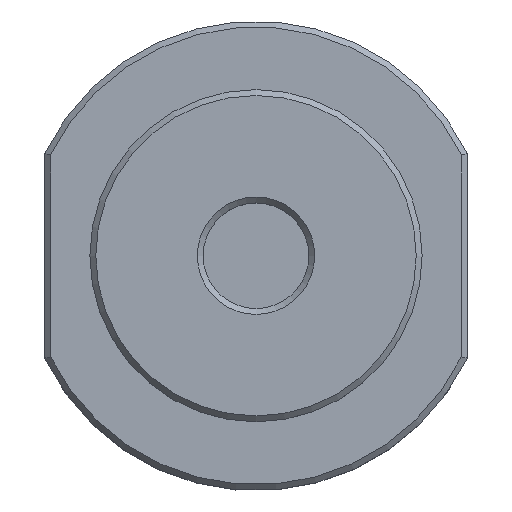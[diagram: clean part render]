
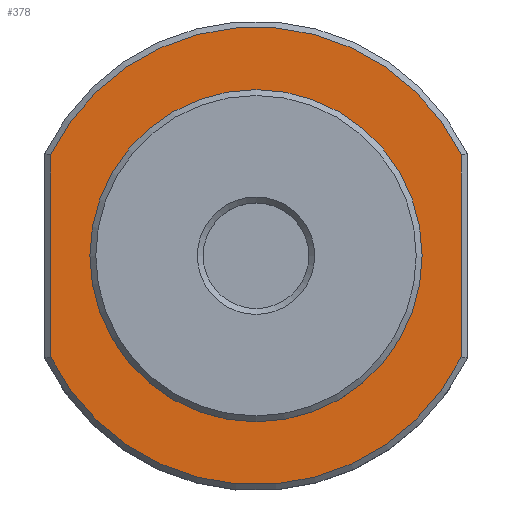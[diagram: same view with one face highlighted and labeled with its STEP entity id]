
A CAD part, top view. The second image highlights one B-rep face of the part: STEP entity #378.
In plain terms, the highlighted planar face has unit normal (0, 0, 1).
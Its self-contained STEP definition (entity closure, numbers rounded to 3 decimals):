
#15=FACE_BOUND('',#93,.T.);
#26=CIRCLE('',#416,9.75);
#29=CIRCLE('',#421,9.75);
#31=CIRCLE('',#426,6.075);
#64=FACE_OUTER_BOUND('',#92,.T.);
#92=EDGE_LOOP('',(#278,#279,#280,#281));
#93=EDGE_LOOP('',(#282));
#126=LINE('',#595,#148);
#128=LINE('',#618,#150);
#148=VECTOR('',#469,10.);
#150=VECTOR('',#479,10.);
#170=VERTEX_POINT('',#593);
#171=VERTEX_POINT('',#594);
#174=VERTEX_POINT('',#608);
#176=VERTEX_POINT('',#617);
#181=VERTEX_POINT('',#639);
#201=EDGE_CURVE('',#170,#171,#126,.T.);
#205=EDGE_CURVE('',#171,#174,#26,.T.);
#208=EDGE_CURVE('',#174,#176,#128,.T.);
#212=EDGE_CURVE('',#176,#170,#29,.T.);
#218=EDGE_CURVE('',#181,#181,#31,.T.);
#278=ORIENTED_EDGE('',*,*,#201,.F.);
#279=ORIENTED_EDGE('',*,*,#212,.F.);
#280=ORIENTED_EDGE('',*,*,#208,.F.);
#281=ORIENTED_EDGE('',*,*,#205,.F.);
#282=ORIENTED_EDGE('',*,*,#218,.T.);
#363=PLANE('',#425);
#378=ADVANCED_FACE('',(#64,#15),#363,.T.);
#416=AXIS2_PLACEMENT_3D('',#609,#473,#474);
#421=AXIS2_PLACEMENT_3D('',#627,#485,#486);
#425=AXIS2_PLACEMENT_3D('',#638,#497,#498);
#426=AXIS2_PLACEMENT_3D('',#640,#499,#500);
#469=DIRECTION('',(0.,1.,0.));
#473=DIRECTION('center_axis',(0.,0.,-1.));
#474=DIRECTION('ref_axis',(1.,0.,0.));
#479=DIRECTION('',(0.,-1.,0.));
#485=DIRECTION('center_axis',(0.,0.,-1.));
#486=DIRECTION('ref_axis',(1.,0.,0.));
#497=DIRECTION('center_axis',(0.,0.,1.));
#498=DIRECTION('ref_axis',(1.,0.,0.));
#499=DIRECTION('center_axis',(0.,0.,-1.));
#500=DIRECTION('ref_axis',(-1.,0.,0.));
#593=CARTESIAN_POINT('',(-8.75,-4.301,2.5));
#594=CARTESIAN_POINT('',(-8.75,4.301,2.5));
#595=CARTESIAN_POINT('',(-8.75,-3.75,2.5));
#608=CARTESIAN_POINT('',(8.75,4.301,2.5));
#609=CARTESIAN_POINT('Origin',(0.,0.,2.5));
#617=CARTESIAN_POINT('',(8.75,-4.301,2.5));
#618=CARTESIAN_POINT('',(8.75,3.75,2.5));
#627=CARTESIAN_POINT('Origin',(0.,0.,2.5));
#638=CARTESIAN_POINT('Origin',(0.,0.,2.5));
#639=CARTESIAN_POINT('',(6.075,0.,2.5));
#640=CARTESIAN_POINT('Origin',(0.,0.,2.5));
